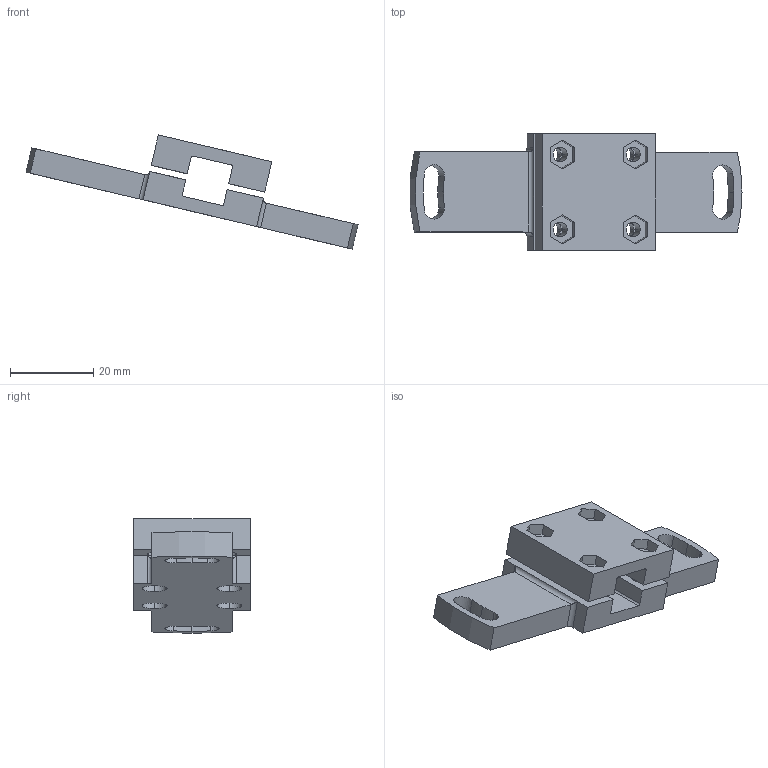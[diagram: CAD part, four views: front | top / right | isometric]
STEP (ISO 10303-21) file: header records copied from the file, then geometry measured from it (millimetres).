
FILE_DESCRIPTION(('CATIA V5 STEP Exchange'),'2;1');
FILE_NAME('Link02.stp','2018-09-05T06:36:46+00:00',('none'),('none'),'','','none');
FILE_SCHEMA(('CONFIG_CONTROL_DESIGN'));
Length unit declared in the file: millimetre
Products named in the file (1): Link02
Assembly tree (2 placements, depth 2):
  Link02
    #58
    #1513
Bounding box: 79.7 x 28 x 27.41 mm (x, y, z)
Volume: 13182 mm3; surface area: 8444.4 mm2
Topology: 2 solids, 2 shells, 109 faces, 283 edges, 186 vertices
Faces by surface type: plane 60, cylinder 49
Entity records: 3291 total; most frequent: CARTESIAN_POINT 649, ORIENTED_EDGE 566, DIRECTION 432, EDGE_CURVE 283, VECTOR 189, LINE 189, VERTEX_POINT 186, AXIS2_PLACEMENT_3D 163
